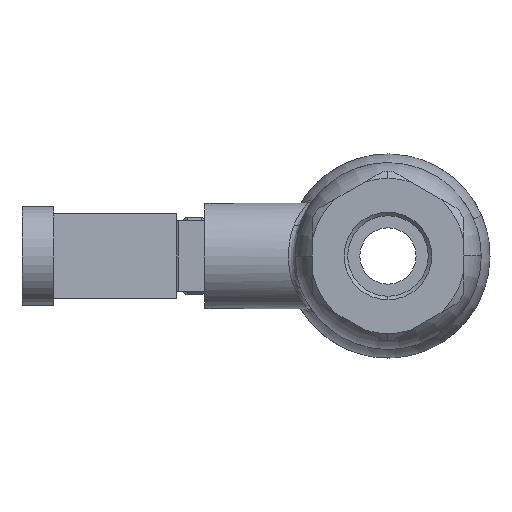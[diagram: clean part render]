
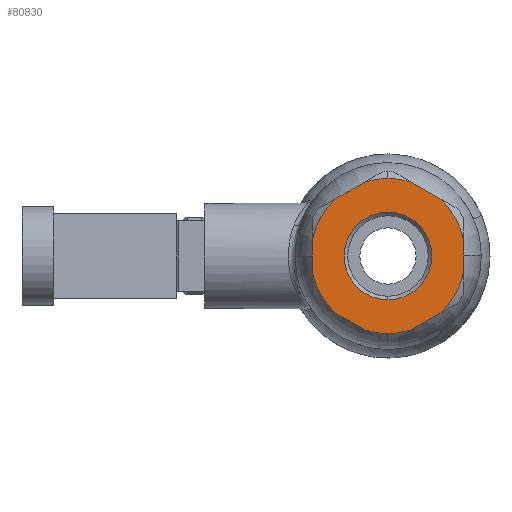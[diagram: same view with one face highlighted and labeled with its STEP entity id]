
A CAD part, left-side view. The second image highlights one B-rep face of the part: STEP entity #80830.
In plain terms, the highlighted face is planar.
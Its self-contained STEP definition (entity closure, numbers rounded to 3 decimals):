
#68760=CARTESIAN_POINT('',(2.332,-27.5,10.75));
#68770=VERTEX_POINT('',#68760);
#68800=CARTESIAN_POINT('',(6.207,-27.5,10.75));
#68810=DIRECTION('',(-1.,0.,0.));
#68820=VECTOR('',#68810,1000.);
#68830=LINE('',#68800,#68820);
#68840=CARTESIAN_POINT('',(-2.332,-27.5,10.75));
#68850=VERTEX_POINT('',#68840);
#68860=EDGE_CURVE('',#68770,#68850,#68830,.T.);
#69180=CARTESIAN_POINT('',(8.144,-27.5,-7.394));
#69190=VERTEX_POINT('',#69180);
#69240=CARTESIAN_POINT('',(6.207,-27.5,-10.75));
#69250=DIRECTION('',(0.5,0.,0.866));
#69260=VECTOR('',#69250,1000.);
#69270=LINE('',#69240,#69260);
#69280=CARTESIAN_POINT('',(10.476,-27.5,-3.356));
#69290=VERTEX_POINT('',#69280);
#69300=EDGE_CURVE('',#69190,#69290,#69270,.T.);
#70180=CARTESIAN_POINT('',(2.332,-27.5,-10.75));
#70190=VERTEX_POINT('',#70180);
#70220=CARTESIAN_POINT('',(0.,-27.5,0.));
#70230=DIRECTION('',(0.,1.,0.));
#70240=DIRECTION('',(0.,0.,1.));
#70250=AXIS2_PLACEMENT_3D('',#70220,#70230,#70240);
#70260=CIRCLE('',#70250,11.);
#70270=EDGE_CURVE('',#69190,#70190,#70260,.T.);
#70610=CARTESIAN_POINT('',(-8.144,-27.5,-7.394));
#70620=VERTEX_POINT('',#70610);
#70650=CARTESIAN_POINT('',(0.,-27.5,0.));
#70660=DIRECTION('',(0.,1.,0.));
#70670=DIRECTION('',(0.,0.,1.));
#70680=AXIS2_PLACEMENT_3D('',#70650,#70660,#70670);
#70690=CIRCLE('',#70680,11.);
#70700=CARTESIAN_POINT('',(-2.332,-27.5,-10.75));
#70710=VERTEX_POINT('',#70700);
#70720=EDGE_CURVE('',#70710,#70620,#70690,.T.);
#71110=CARTESIAN_POINT('',(11.,-27.5,0.));
#71120=VERTEX_POINT('',#71110);
#71150=CARTESIAN_POINT('',(0.,-27.5,0.));
#71160=DIRECTION('',(0.,1.,0.));
#71170=DIRECTION('',(0.,0.,1.));
#71180=AXIS2_PLACEMENT_3D('',#71150,#71160,#71170);
#71190=CIRCLE('',#71180,11.);
#71200=CARTESIAN_POINT('',(10.476,-27.5,3.356));
#71210=VERTEX_POINT('',#71200);
#71220=EDGE_CURVE('',#71210,#71120,#71190,.T.);
#71470=CARTESIAN_POINT('',(-6.207,-27.5,-10.75));
#71480=DIRECTION('',(1.,0.,0.));
#71490=VECTOR('',#71480,1000.);
#71500=LINE('',#71470,#71490);
#71510=EDGE_CURVE('',#70710,#70190,#71500,.T.);
#72220=CARTESIAN_POINT('',(-10.476,-27.5,-3.356));
#72230=VERTEX_POINT('',#72220);
#72280=CARTESIAN_POINT('',(-12.413,-27.5,0.)
);
#72290=DIRECTION('',(0.5,0.,-0.866));
#72300=VECTOR('',#72290,1000.);
#72310=LINE('',#72280,#72300);
#72320=EDGE_CURVE('',#72230,#70620,#72310,.T.);
#74270=CARTESIAN_POINT('',(12.413,-27.5,0.)
);
#74280=DIRECTION('',(-0.5,0.,0.866));
#74290=VECTOR('',#74280,1000.);
#74300=LINE('',#74270,#74290);
#74310=CARTESIAN_POINT('',(8.144,-27.5,7.394));
#74320=VERTEX_POINT('',#74310);
#74330=EDGE_CURVE('',#71210,#74320,#74300,.T.);
#78570=CARTESIAN_POINT('',(-8.144,-27.5,7.394));
#78580=VERTEX_POINT('',#78570);
#78610=CARTESIAN_POINT('',(-6.207,-27.5,10.75));
#78620=DIRECTION('',(-0.5,0.,-0.866));
#78630=VECTOR('',#78620,1000.);
#78640=LINE('',#78610,#78630);
#78650=CARTESIAN_POINT('',(-10.476,-27.5,3.356));
#78660=VERTEX_POINT('',#78650);
#78670=EDGE_CURVE('',#78580,#78660,#78640,.T.);
#80090=CARTESIAN_POINT('',(0.,-27.5,0.));
#80100=DIRECTION('',(0.,1.,0.));
#80110=DIRECTION('',(0.,0.,1.));
#80120=AXIS2_PLACEMENT_3D('',#80090,#80100,#80110);
#80130=CIRCLE('',#80120,11.);
#80140=EDGE_CURVE('',#68770,#74320,#80130,.T.);
#80270=CARTESIAN_POINT('',(0.,-27.5,0.));
#80280=DIRECTION('',(0.,1.,0.));
#80290=DIRECTION('',(0.,0.,1.));
#80300=AXIS2_PLACEMENT_3D('',#80270,#80280,#80290);
#80310=PLANE('',#80300);
#80320=CARTESIAN_POINT('',(0.,-27.5,
0.));
#80330=DIRECTION('',(0.,1.,0.));
#80340=DIRECTION('',(0.,0.,1.));
#80350=AXIS2_PLACEMENT_3D('',#80320,#80330,#80340);
#80360=CIRCLE('',#80350,6.223);
#80370=CARTESIAN_POINT('',(6.223,-27.5,0.));
#80380=VERTEX_POINT('',#80370);
#80390=CARTESIAN_POINT('',(-6.223,-27.5,0.));
#80400=VERTEX_POINT('',#80390);
#80410=EDGE_CURVE('',#80380,#80400,#80360,.T.);
#80420=ORIENTED_EDGE('',*,*,#80410,.T.);
#80430=CARTESIAN_POINT('',(0.,-27.5,6.223));
#80440=VERTEX_POINT('',#80430);
#80450=EDGE_CURVE('',#80440,#80380,#80360,.T.);
#80460=ORIENTED_EDGE('',*,*,#80450,.T.);
#80470=EDGE_CURVE('',#80400,#80440,#80360,.T.);
#80480=ORIENTED_EDGE('',*,*,#80470,.T.);
#80490=EDGE_LOOP('',(#80480,#80460,#80420));
#80500=FACE_BOUND('',#80490,.T.);
#80510=ORIENTED_EDGE('',*,*,#70270,.F.);
#80520=ORIENTED_EDGE('',*,*,#71510,.T.);
#80530=ORIENTED_EDGE('',*,*,#70720,.F.);
#80540=ORIENTED_EDGE('',*,*,#72320,.T.);
#80550=CARTESIAN_POINT('',(0.,-27.5,0.));
#80560=DIRECTION('',(0.,1.,0.));
#80570=DIRECTION('',(0.,0.,1.));
#80580=AXIS2_PLACEMENT_3D('',#80550,#80560,#80570);
#80590=CIRCLE('',#80580,11.);
#80600=CARTESIAN_POINT('',(-11.,-27.5,0.));
#80610=VERTEX_POINT('',#80600);
#80620=EDGE_CURVE('',#72230,#80610,#80590,.T.);
#80630=ORIENTED_EDGE('',*,*,#80620,.F.);
#80640=EDGE_CURVE('',#80610,#78660,#80590,.T.);
#80650=ORIENTED_EDGE('',*,*,#80640,.F.);
#80660=ORIENTED_EDGE('',*,*,#78670,.T.);
#80670=CARTESIAN_POINT('',(0.,-27.5,0.));
#80680=DIRECTION('',(0.,1.,0.));
#80690=DIRECTION('',(0.,0.,1.));
#80700=AXIS2_PLACEMENT_3D('',#80670,#80680,#80690);
#80710=CIRCLE('',#80700,11.);
#80720=EDGE_CURVE('',#78580,#68850,#80710,.T.);
#80730=ORIENTED_EDGE('',*,*,#80720,.F.);
#80740=ORIENTED_EDGE('',*,*,#68860,.T.);
#80750=ORIENTED_EDGE('',*,*,#80140,.F.);
#80760=ORIENTED_EDGE('',*,*,#74330,.T.);
#80770=ORIENTED_EDGE('',*,*,#71220,.F.);
#80780=EDGE_CURVE('',#71120,#69290,#71190,.T.);
#80790=ORIENTED_EDGE('',*,*,#80780,.F.);
#80800=ORIENTED_EDGE('',*,*,#69300,.T.);
#80810=EDGE_LOOP('',(#80800,#80790,#80770,#80760,#80750,#80740,#80730,
#80660,#80650,#80630,#80540,#80530,#80520,#80510));
#80820=FACE_OUTER_BOUND('',#80810,.T.);
#80830=ADVANCED_FACE('',(#80500,#80820),#80310,.F.);
